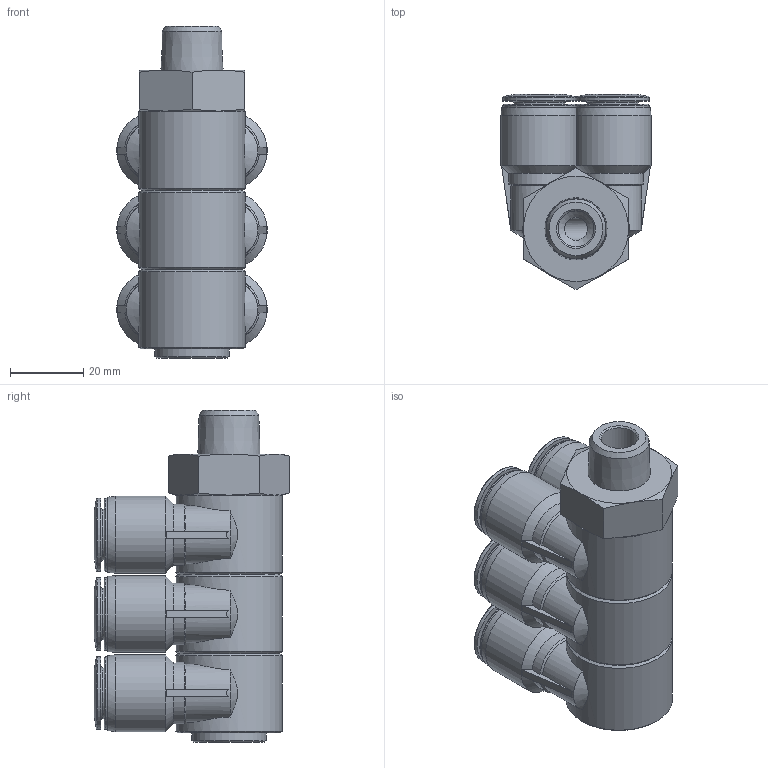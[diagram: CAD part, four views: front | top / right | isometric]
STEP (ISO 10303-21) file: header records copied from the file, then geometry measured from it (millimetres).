
FILE_DESCRIPTION(/* description */ ('STEP AP214'),/* implementation_level */ '2;1');
FILE_NAME(/* name */ '190810_QSLV6-3_8-1_2-U',/* time_stamp */ '2024-09-14T11:31:09+02:00',/* author */ ('License CC BY-ND 4.0'),/* organization */ ('CADENAS'),/* preprocessor_version */ 'ST-DEVELOPER v19.3',/* originating_system */ 'PARTsolutions',/* authorisation */ ' ');
FILE_SCHEMA (('AUTOMOTIVE_DESIGN {1 0 10303 214 3 1 1}'));
Length unit declared in the file: millimetre
Products named in the file (1): 190810 QSLV6-3/8-1/2-U
Bounding box: 40.92 x 53.25 x 90.5 mm (x, y, z)
Volume: 79380 mm3; surface area: 30652.3 mm2
Topology: 1 solids, 1 shells, 211 faces, 502 edges, 303 vertices
Faces by surface type: cylinder 67, cone 59, plane 55, torus 24, sphere 6
Full cylindrical faces by diameter (mm): 6.3 x14, 9.797 x1, 12.6 x6, 14 x6, 19.8 x12, 20.3 x1, 29 x3
Entity records: 7136 total; most frequent: CARTESIAN_POINT 1334, DIRECTION 902, ORIENTED_EDGE 778, AXIS2_PLACEMENT_3D 421, EDGE_CURVE 389, EDGE_LOOP 326, FACE_BOUND 326, VERTEX_POINT 283
